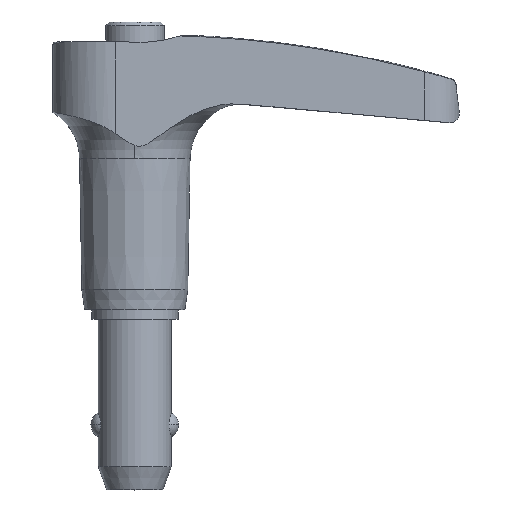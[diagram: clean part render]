
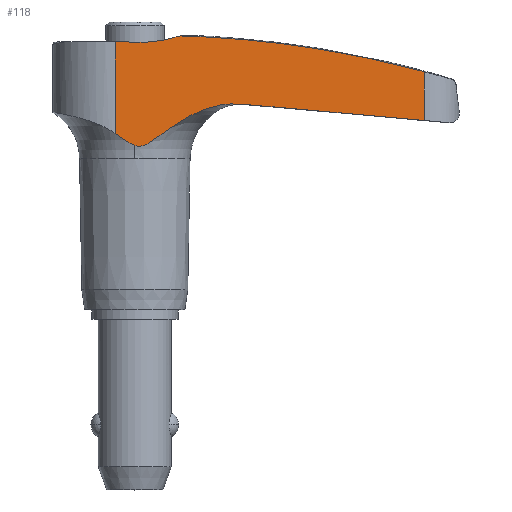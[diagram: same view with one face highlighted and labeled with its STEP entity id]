
A CAD part, top view. The second image highlights one B-rep face of the part: STEP entity #118.
In plain terms, the highlighted planar face has unit normal (0.068, 0, 0.998).
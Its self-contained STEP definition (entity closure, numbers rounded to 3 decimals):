
#118=ADVANCED_FACE('',(#272),#273,.T.);
#272=FACE_OUTER_BOUND('',#464,.T.);
#273=PLANE('',#465);
#464=EDGE_LOOP('',(#753,#754,#755,#756,#757,#758,#759,#760,#761));
#465=AXIS2_PLACEMENT_3D('',#762,#763,#764);
#753=ORIENTED_EDGE('',*,*,#1209,.T.);
#754=ORIENTED_EDGE('',*,*,#1199,.F.);
#755=ORIENTED_EDGE('',*,*,#1244,.T.);
#756=ORIENTED_EDGE('',*,*,#1205,.T.);
#757=ORIENTED_EDGE('',*,*,#1245,.T.);
#758=ORIENTED_EDGE('',*,*,#1246,.T.);
#759=ORIENTED_EDGE('',*,*,#1227,.T.);
#760=ORIENTED_EDGE('',*,*,#1181,.T.);
#761=ORIENTED_EDGE('',*,*,#1247,.T.);
#762=CARTESIAN_POINT('',(14.654,0.0,5.195));
#763=DIRECTION('',(0.068,0.,0.998));
#764=DIRECTION('',(0.998,0.,-0.068));
#1181=EDGE_CURVE('',#1424,#1422,#1425,.T.);
#1199=EDGE_CURVE('',#1452,#1443,#1454,.T.);
#1205=EDGE_CURVE('',#1461,#1462,#1463,.T.);
#1209=EDGE_CURVE('',#1468,#1443,#1469,.T.);
#1227=EDGE_CURVE('',#1499,#1424,#1500,.T.);
#1244=EDGE_CURVE('',#1452,#1461,#1527,.T.);
#1245=EDGE_CURVE('',#1462,#1528,#1529,.T.);
#1246=EDGE_CURVE('',#1528,#1499,#1530,.T.);
#1247=EDGE_CURVE('',#1422,#1468,#1531,.T.);
#1422=VERTEX_POINT('',#1919);
#1424=VERTEX_POINT('',#1921);
#1425=B_SPLINE_CURVE_WITH_KNOTS('',3,(#1922,#1923,#1924,#1925,#1926,#1927,#1928,#1929,#1930,#1931,#1932,#1933,#1934,#1935,#1936,#1937),.UNSPECIFIED.,.F.,.F.,(4,2,2,2,2,2,2,4),(301.19,307.013,312.836,318.66,324.483,330.306,336.129,341.952),.UNSPECIFIED.);
#1443=VERTEX_POINT('',#2021);
#1452=VERTEX_POINT('',#2097);
#1454=LINE('',#2108,#2109);
#1461=VERTEX_POINT('',#2163);
#1462=VERTEX_POINT('',#2164);
#1463=LINE('',#2165,#2166);
#1468=VERTEX_POINT('',#2171);
#1469=LINE('',#2172,#2173);
#1499=VERTEX_POINT('',#2270);
#1500=LINE('',#2271,#2272);
#1527=B_SPLINE_CURVE_WITH_KNOTS('',3,(#2371,#2372,#2373,#2374,#2375,#2376,#2377,#2378,#2379,#2380,#2381,#2382),.UNSPECIFIED.,.F.,.F.,(4,2,2,2,2,4),(35.54,36.518,37.569,38.261,38.753,38.998),.UNSPECIFIED.);
#1528=VERTEX_POINT('',#2383);
#1529=B_SPLINE_CURVE_WITH_KNOTS('',3,(#2384,#2385,#2386,#2387,#2388,#2389,#2390,#2391,#2392,#2393,#2394,#2395,#2396,#2397,#2398,#2399,#2400,#2401,#2402,#2403,#2404,#2405,#2406,#2407,#2408,#2409,#2410,#2411,#2412,#2413,#2414,#2415,#2416,#2417),.UNSPECIFIED.,.F.,.F.,(4,2,2,2,2,2,2,2,2,2,2,2,2,2,2,2,4),(40.115,40.363,40.612,40.86,41.108,41.605,42.312,43.397,44.407,45.813,47.219,48.575,49.253,49.932,51.094,52.257,53.447),.UNSPECIFIED.);
#1530=(B_SPLINE_CURVE(2,(#2419,#2420,#2421),.UNSPECIFIED.,.F.,.F.)B_SPLINE_CURVE_WITH_KNOTS((3,3),(0.0,63.151),.UNSPECIFIED.)RATIONAL_B_SPLINE_CURVE((1.0,5.195,1.0))BOUNDED_CURVE()REPRESENTATION_ITEM('')GEOMETRIC_REPRESENTATION_ITEM()CURVE());
#1531=CIRCLE('',#2428,14.625);
#1919=CARTESIAN_POINT('',(4.934,30.74,5.855));
#1921=CARTESIAN_POINT('',(31.451,26.858,4.055));
#1922=CARTESIAN_POINT('',(37.043,25.188,3.675));
#1923=CARTESIAN_POINT('',(35.079,25.83,3.808));
#1924=CARTESIAN_POINT('',(33.077,26.425,3.944));
#1925=CARTESIAN_POINT('',(29.022,27.506,4.22));
#1926=CARTESIAN_POINT('',(26.97,27.992,4.359));
#1927=CARTESIAN_POINT('',(22.84,28.848,4.639));
#1928=CARTESIAN_POINT('',(20.761,29.217,4.78));
#1929=CARTESIAN_POINT('',(16.607,29.837,5.062));
#1930=CARTESIAN_POINT('',(14.531,30.087,5.203));
#1931=CARTESIAN_POINT('',(10.411,30.471,5.483));
#1932=CARTESIAN_POINT('',(8.366,30.605,5.622));
#1933=CARTESIAN_POINT('',(4.338,30.773,5.895));
#1934=CARTESIAN_POINT('',(2.355,30.807,6.03));
#1935=CARTESIAN_POINT('',(-1.518,30.807,6.293));
#1936=CARTESIAN_POINT('',(-3.501,30.773,6.428));
#1937=CARTESIAN_POINT('',(-5.515,30.689,6.564));
#2021=CARTESIAN_POINT('',(-2.143,30.09,6.335));
#2097=CARTESIAN_POINT('',(-2.143,20.158,6.335));
#2108=CARTESIAN_POINT('',(-2.143,0.0,6.335));
#2109=VECTOR('',#3017,1.0);
#2163=CARTESIAN_POINT('',(0.,18.892,6.19));
#2164=CARTESIAN_POINT('',(0.,18.821,6.19));
#2165=CARTESIAN_POINT('',(0.0,12.338,6.19));
#2166=VECTOR('',#3019,1.0);
#2171=CARTESIAN_POINT('',(-0.991,30.09,6.257));
#2172=CARTESIAN_POINT('',(7.787,30.09,5.661));
#2173=VECTOR('',#3026,1.0);
#2270=CARTESIAN_POINT('',(31.451,21.561,4.055));
#2271=CARTESIAN_POINT('',(31.451,0.0,4.055));
#2272=VECTOR('',#3051,1.0);
#2371=CARTESIAN_POINT('',(-2.967,20.742,6.391));
#2372=CARTESIAN_POINT('',(-2.699,20.557,6.373));
#2373=CARTESIAN_POINT('',(-2.381,20.329,6.352));
#2374=CARTESIAN_POINT('',(-1.833,19.935,6.314));
#2375=CARTESIAN_POINT('',(-1.492,19.69,6.291));
#2376=CARTESIAN_POINT('',(-1.008,19.37,6.258));
#2377=CARTESIAN_POINT('',(-0.773,19.224,6.242));
#2378=CARTESIAN_POINT('',(-0.423,19.043,6.219));
#2379=CARTESIAN_POINT('',(-0.259,18.969,6.208));
#2380=CARTESIAN_POINT('',(-0.005,18.891,6.19));
#2381=CARTESIAN_POINT('',(0.081,18.871,6.184));
#2382=CARTESIAN_POINT('',(0.166,18.857,6.179));
#2383=CARTESIAN_POINT('',(11.406,23.339,5.416));
#2384=CARTESIAN_POINT('',(-0.095,18.848,6.196));
#2385=CARTESIAN_POINT('',(-0.009,18.821,6.191));
#2386=CARTESIAN_POINT('',(0.078,18.8,6.185));
#2387=CARTESIAN_POINT('',(0.25,18.772,6.173));
#2388=CARTESIAN_POINT('',(0.336,18.765,6.167));
#2389=CARTESIAN_POINT('',(0.501,18.765,6.156));
#2390=CARTESIAN_POINT('',(0.587,18.772,6.15));
#2391=CARTESIAN_POINT('',(0.759,18.8,6.138));
#2392=CARTESIAN_POINT('',(0.846,18.821,6.132));
#2393=CARTESIAN_POINT('',(1.102,18.902,6.115));
#2394=CARTESIAN_POINT('',(1.267,18.978,6.104));
#2395=CARTESIAN_POINT('',(1.621,19.165,6.08));
#2396=CARTESIAN_POINT('',(1.859,19.317,6.064));
#2397=CARTESIAN_POINT('',(2.353,19.652,6.03));
#2398=CARTESIAN_POINT('',(2.701,19.909,6.007));
#2399=CARTESIAN_POINT('',(3.263,20.322,5.968));
#2400=CARTESIAN_POINT('',(3.589,20.561,5.946));
#2401=CARTESIAN_POINT('',(4.246,21.025,5.902));
#2402=CARTESIAN_POINT('',(4.672,21.313,5.873));
#2403=CARTESIAN_POINT('',(5.55,21.848,5.813));
#2404=CARTESIAN_POINT('',(6.,22.094,5.783));
#2405=CARTESIAN_POINT('',(6.828,22.493,5.726));
#2406=CARTESIAN_POINT('',(7.285,22.686,5.695));
#2407=CARTESIAN_POINT('',(7.987,22.925,5.648));
#2408=CARTESIAN_POINT('',(8.224,22.996,5.632));
#2409=CARTESIAN_POINT('',(8.692,23.119,5.6));
#2410=CARTESIAN_POINT('',(8.922,23.171,5.584));
#2411=CARTESIAN_POINT('',(9.524,23.284,5.543));
#2412=CARTESIAN_POINT('',(9.945,23.337,5.515));
#2413=CARTESIAN_POINT('',(10.791,23.376,5.457));
#2414=CARTESIAN_POINT('',(11.215,23.362,5.429));
#2415=CARTESIAN_POINT('',(11.993,23.278,5.376));
#2416=CARTESIAN_POINT('',(12.421,23.2,5.347));
#2417=CARTESIAN_POINT('',(12.836,23.081,5.318));
#2419=CARTESIAN_POINT('',(-30.992,21.526,8.294));
#2420=CARTESIAN_POINT('',(0.418,24.405,6.162));
#2421=CARTESIAN_POINT('',(31.829,21.526,4.029));
#2428=AXIS2_PLACEMENT_3D('',#3075,#3076,#3077);
#3017=DIRECTION('',(0.0,1.0,0.));
#3019=DIRECTION('',(0.,-1.0,0.));
#3026=DIRECTION('',(-0.998,0.,0.068));
#3051=DIRECTION('',(0.0,1.0,0.));
#3075=CARTESIAN_POINT('',(0.418,44.647,6.162));
#3076=DIRECTION('',(-0.068,0.,-0.998));
#3077=DIRECTION('',(0.,1.0,0.));
